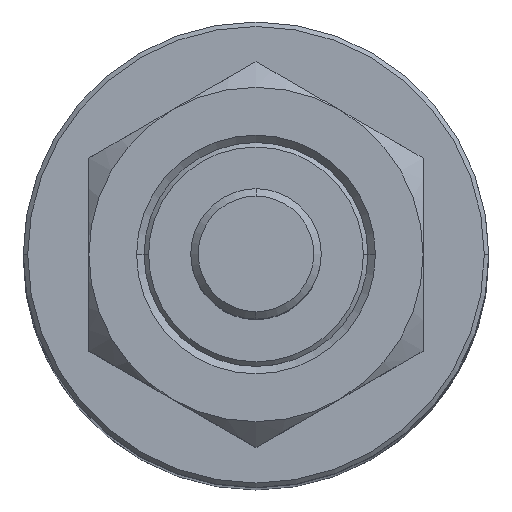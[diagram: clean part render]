
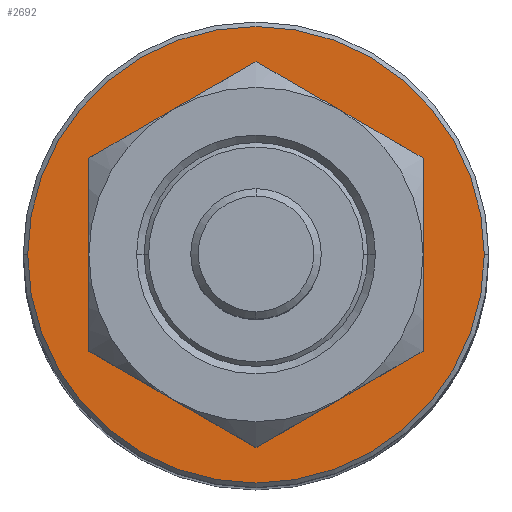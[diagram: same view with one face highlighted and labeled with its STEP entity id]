
A CAD part, top view. The second image highlights one B-rep face of the part: STEP entity #2692.
In plain terms, the highlighted face is planar.
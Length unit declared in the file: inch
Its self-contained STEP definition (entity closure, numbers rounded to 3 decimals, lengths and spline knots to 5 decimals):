
#15 = AXIS2_PLACEMENT_3D ( 'NONE', #1322, #20, #1562 ) ;
#20 = DIRECTION ( 'NONE',  ( -1., 0., 0. ) ) ;
#86 = CARTESIAN_POINT ( 'NONE',  ( 0.88, 0., -0.37375 ) ) ;
#103 = ORIENTED_EDGE ( 'NONE', *, *, #2134, .T. ) ;
#195 = CARTESIAN_POINT ( 'NONE',  ( 0.88, 0.765, 0. ) ) ;
#261 = CIRCLE ( 'NONE', #472, 0.37375 ) ;
#374 = CARTESIAN_POINT ( 'NONE',  ( 0.88, 0., 0. ) ) ;
#419 = DIRECTION ( 'NONE',  ( 1., 0., 0. ) ) ;
#472 = AXIS2_PLACEMENT_3D ( 'NONE', #374, #1928, #606 ) ;
#562 = VERTEX_POINT ( 'NONE', #86 ) ;
#584 = FACE_OUTER_BOUND ( 'NONE', #708, .T. ) ;
#606 = DIRECTION ( 'NONE',  ( 0., 0., 1. ) ) ;
#622 = CIRCLE ( 'NONE', #1733, 0.37375 ) ;
#639 = FACE_BOUND ( 'NONE', #1866, .T. ) ;
#708 = EDGE_LOOP ( 'NONE', ( #1673, #103 ) ) ;
#764 = CARTESIAN_POINT ( 'NONE',  ( 0.88, 0., 0.37375 ) ) ;
#911 = CIRCLE ( 'NONE', #2605, 0.765 ) ;
#970 = CARTESIAN_POINT ( 'NONE',  ( 0.88, 0., 0. ) ) ;
#1072 = VERTEX_POINT ( 'NONE', #2788 ) ;
#1194 = DIRECTION ( 'NONE',  ( 0., 0., 1. ) ) ;
#1201 = CARTESIAN_POINT ( 'NONE',  ( 0.88, 0., 0. ) ) ;
#1240 = CARTESIAN_POINT ( 'NONE',  ( 0.88, 0., 0.765 ) ) ;
#1287 = PLANE ( 'NONE',  #2144 ) ;
#1322 = CARTESIAN_POINT ( 'NONE',  ( 0.88, 0., 0. ) ) ;
#1356 = ORIENTED_EDGE ( 'NONE', *, *, #1583, .F. ) ;
#1386 = EDGE_CURVE ( 'NONE', #562, #1482, #622, .T. ) ;
#1427 = DIRECTION ( 'NONE',  ( 0., 0., 1. ) ) ;
#1482 = VERTEX_POINT ( 'NONE', #764 ) ;
#1553 = VERTEX_POINT ( 'NONE', #1240 ) ;
#1562 = DIRECTION ( 'NONE',  ( 0., 0., 1. ) ) ;
#1583 = EDGE_CURVE ( 'NONE', #1482, #562, #261, .T. ) ;
#1673 = ORIENTED_EDGE ( 'NONE', *, *, #2802, .T. ) ;
#1733 = AXIS2_PLACEMENT_3D ( 'NONE', #1201, #2757, #1427 ) ;
#1866 = EDGE_LOOP ( 'NONE', ( #1356, #2125 ) ) ;
#1928 = DIRECTION ( 'NONE',  ( -1., 0., 0. ) ) ;
#1966 = DIRECTION ( 'NONE',  ( 0., 0., -1. ) ) ;
#2125 = ORIENTED_EDGE ( 'NONE', *, *, #1386, .F. ) ;
#2134 = EDGE_CURVE ( 'NONE', #1553, #1072, #911, .T. ) ;
#2144 = AXIS2_PLACEMENT_3D ( 'NONE', #195, #419, #1966 ) ;
#2526 = DIRECTION ( 'NONE',  ( -1., 0., 0. ) ) ;
#2605 = AXIS2_PLACEMENT_3D ( 'NONE', #970, #2526, #1194 ) ;
#2692 = ADVANCED_FACE ( 'NONE', ( #584, #639 ), #1287, .F. ) ;
#2717 = CIRCLE ( 'NONE', #15, 0.765 ) ;
#2757 = DIRECTION ( 'NONE',  ( -1., 0., 0. ) ) ;
#2788 = CARTESIAN_POINT ( 'NONE',  ( 0.88, 0., -0.765 ) ) ;
#2802 = EDGE_CURVE ( 'NONE', #1072, #1553, #2717, .T. ) ;
